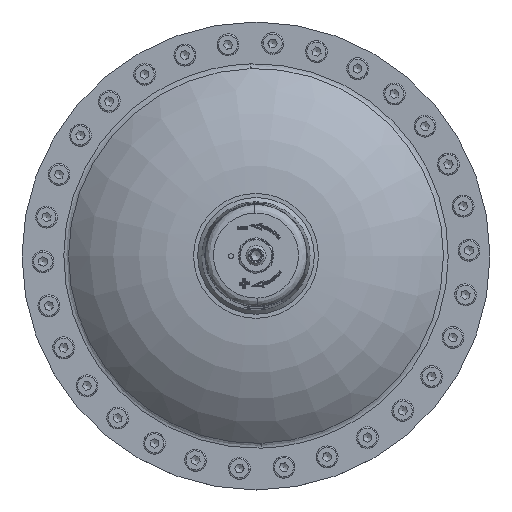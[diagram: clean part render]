
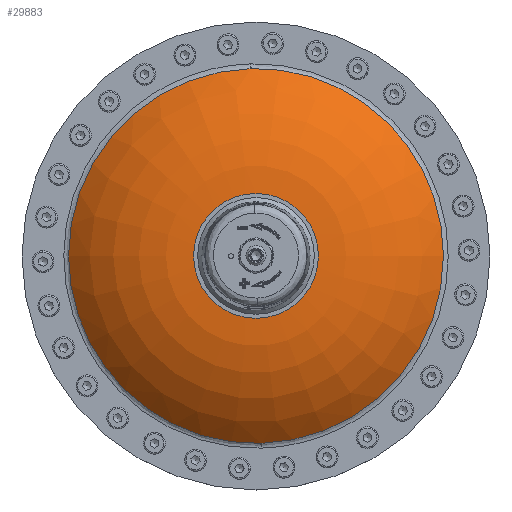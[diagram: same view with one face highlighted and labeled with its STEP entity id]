
A CAD part, top view. The second image highlights one B-rep face of the part: STEP entity #29883.
In plain terms, the highlighted toroidal (fillet/blend) face has major radius 37.355 mm and minor radius 105 mm.
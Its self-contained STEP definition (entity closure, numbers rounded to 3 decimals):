
#13078=CARTESIAN_POINT('',(-2.97,112.111,110.993));
#13079=VERTEX_POINT('',#13078);
#13096=CARTESIAN_POINT('',(112.151,0.,110.993));
#13097=VERTEX_POINT('',#13096);
#13098=CARTESIAN_POINT('',(0.,-0.,110.993));
#13099=DIRECTION('',(0.,-0.,1.));
#13100=DIRECTION('',(-1.,0.,0.));
#13101=AXIS2_PLACEMENT_3D('',#13098,#13099,#13100);
#13102=CIRCLE('',#13101,112.151);
#13103=EDGE_CURVE('NONE',#13097,#13079,#13102,.T.);
#13105=CARTESIAN_POINT('',(2.97,-112.111,110.993));
#13106=VERTEX_POINT('',#13105);
#13107=CARTESIAN_POINT('',(0.,-0.,110.993));
#13108=DIRECTION('',(0.,-0.,1.));
#13109=DIRECTION('',(-1.,0.,0.));
#13110=AXIS2_PLACEMENT_3D('',#13107,#13108,#13109);
#13111=CIRCLE('',#13110,112.151);
#13112=EDGE_CURVE('NONE',#13106,#13097,#13111,.T.);
#29832=CARTESIAN_POINT('',(0.,-0.,37.3));
#29833=DIRECTION('',(0.,-0.,1.));
#29834=DIRECTION('',(-1.,0.,0.));
#29835=AXIS2_PLACEMENT_3D('',#29832,#29833,#29834);
#29836=DEGENERATE_TOROIDAL_SURFACE('',#29835,37.355,105.,.T.);
#29837=CARTESIAN_POINT('',(-37.355,-0.,142.3));
#29838=VERTEX_POINT('',#29837);
#29839=CARTESIAN_POINT('',(-112.151,-0.,110.993));
#29840=VERTEX_POINT('',#29839);
#29841=CARTESIAN_POINT('',(-37.355,-0.,37.3));
#29842=DIRECTION('',(-0.,-1.,-0.));
#29843=DIRECTION('',(-1.,0.,0.));
#29844=AXIS2_PLACEMENT_3D('',#29841,#29842,#29843);
#29845=CIRCLE('',#29844,105.);
#29846=EDGE_CURVE('',#29838,#29840,#29845,.T.);
#29847=ORIENTED_EDGE('',*,*,#29846,.T.);
#29848=CARTESIAN_POINT('',(0.,-0.,110.993));
#29849=DIRECTION('',(0.,-0.,1.));
#29850=DIRECTION('',(-1.,0.,0.));
#29851=AXIS2_PLACEMENT_3D('',#29848,#29849,#29850);
#29852=CIRCLE('',#29851,112.151);
#29853=EDGE_CURVE('NONE',#29840,#13106,#29852,.T.);
#29854=ORIENTED_EDGE('',*,*,#29853,.T.);
#29855=ORIENTED_EDGE('',*,*,#13112,.T.);
#29856=ORIENTED_EDGE('',*,*,#13103,.T.);
#29857=CARTESIAN_POINT('',(0.,-0.,110.993));
#29858=DIRECTION('',(0.,-0.,1.));
#29859=DIRECTION('',(-1.,0.,0.));
#29860=AXIS2_PLACEMENT_3D('',#29857,#29858,#29859);
#29861=CIRCLE('',#29860,112.151);
#29862=EDGE_CURVE('NONE',#13079,#29840,#29861,.T.);
#29863=ORIENTED_EDGE('',*,*,#29862,.T.);
#29864=ORIENTED_EDGE('',*,*,#29846,.F.);
#29865=CARTESIAN_POINT('',(37.355,-0.,142.3));
#29866=VERTEX_POINT('',#29865);
#29867=CARTESIAN_POINT('',(0.,-0.,142.3));
#29868=DIRECTION('',(0.,-0.,1.));
#29869=DIRECTION('',(-1.,0.,0.));
#29870=AXIS2_PLACEMENT_3D('',#29867,#29868,#29869);
#29871=CIRCLE('',#29870,37.355);
#29872=EDGE_CURVE('NONE',#29866,#29838,#29871,.T.);
#29873=ORIENTED_EDGE('',*,*,#29872,.F.);
#29874=CARTESIAN_POINT('',(0.,-0.,142.3));
#29875=DIRECTION('',(0.,-0.,1.));
#29876=DIRECTION('',(-1.,0.,0.));
#29877=AXIS2_PLACEMENT_3D('',#29874,#29875,#29876);
#29878=CIRCLE('',#29877,37.355);
#29879=EDGE_CURVE('NONE',#29838,#29866,#29878,.T.);
#29880=ORIENTED_EDGE('',*,*,#29879,.F.);
#29881=EDGE_LOOP('',(#29847,#29854,#29855,#29856,#29863,#29864,#29873,#29880));
#29882=FACE_BOUND('',#29881,.T.);
#29883=ADVANCED_FACE('NONE',(#29882),#29836,.T.);
